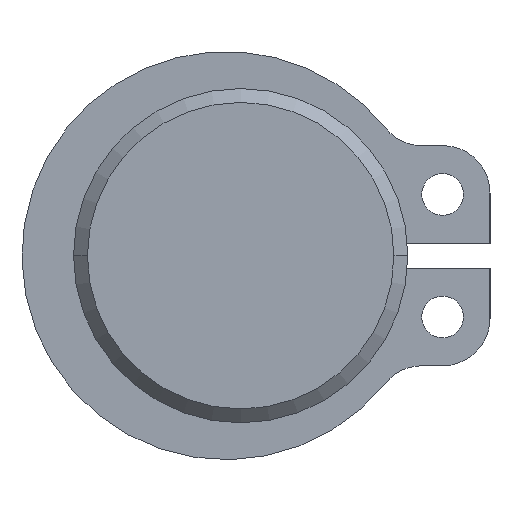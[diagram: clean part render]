
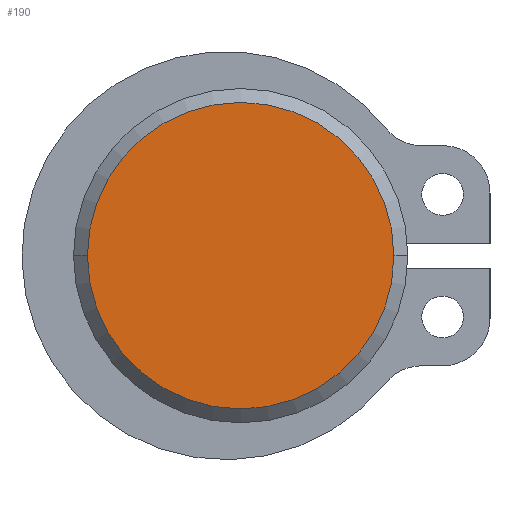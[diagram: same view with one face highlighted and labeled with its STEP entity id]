
A CAD part, left-side view. The second image highlights one B-rep face of the part: STEP entity #190.
In plain terms, the highlighted planar face has unit normal (-1, 0, 0).
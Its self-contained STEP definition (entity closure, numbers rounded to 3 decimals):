
#190 = ADVANCED_FACE( '', ( #274 ), #275, .T. );
#274 = FACE_OUTER_BOUND( '', #406, .T. );
#275 = PLANE( '', #407 );
#406 = EDGE_LOOP( '', ( #627, #628 ) );
#407 = AXIS2_PLACEMENT_3D( '', #629, #630, #631 );
#627 = ORIENTED_EDGE( '', *, *, #971, .T. );
#628 = ORIENTED_EDGE( '', *, *, #1005, .T. );
#629 = CARTESIAN_POINT( '', ( 0., 2.75, 0. ) );
#630 = DIRECTION( '', ( -1., 0., 0. ) );
#631 = DIRECTION( '', ( 0., 1., 0. ) );
#971 = EDGE_CURVE( '', #1115, #1119, #1121, .T. );
#1005 = EDGE_CURVE( '', #1119, #1115, #1175, .T. );
#1115 = VERTEX_POINT( '', #1357 );
#1119 = VERTEX_POINT( '', #1362 );
#1121 = CIRCLE( '', #1365, 5.5 );
#1175 = CIRCLE( '', #1431, 5.5 );
#1357 = CARTESIAN_POINT( '', ( 0., 5.5, 0. ) );
#1362 = CARTESIAN_POINT( '', ( 0., -5.5, 0. ) );
#1365 = AXIS2_PLACEMENT_3D( '', #1677, #1678, #1679 );
#1431 = AXIS2_PLACEMENT_3D( '', #1755, #1756, #1757 );
#1677 = CARTESIAN_POINT( '', ( 0., 0., 0. ) );
#1678 = DIRECTION( '', ( -1., 0., 0. ) );
#1679 = DIRECTION( '', ( 0., 1., 0. ) );
#1755 = CARTESIAN_POINT( '', ( 0., 0., 0. ) );
#1756 = DIRECTION( '', ( -1., 0., 0. ) );
#1757 = DIRECTION( '', ( 0., 1., 0. ) );
